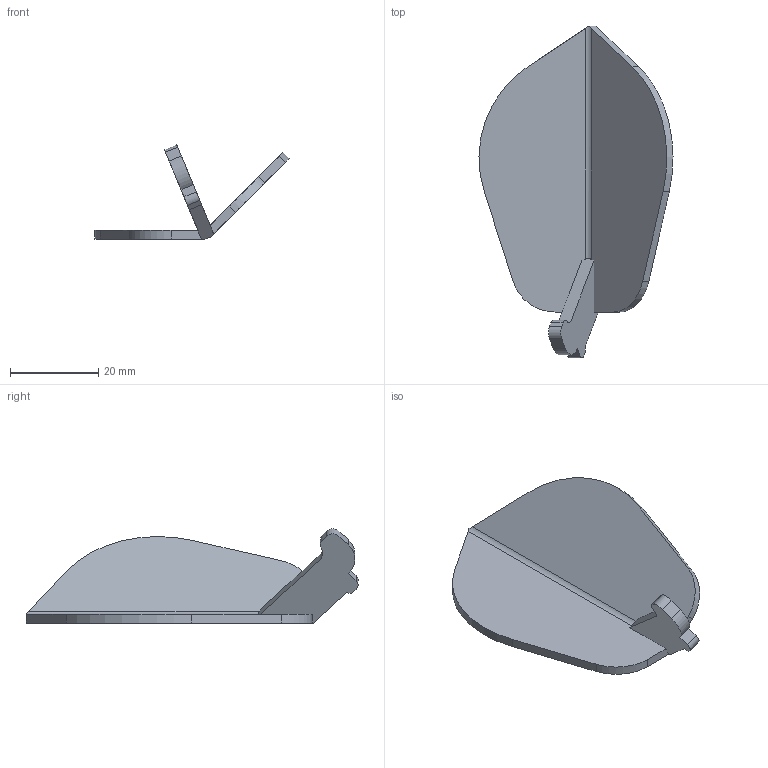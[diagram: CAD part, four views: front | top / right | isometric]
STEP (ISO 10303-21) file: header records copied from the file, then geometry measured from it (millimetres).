
FILE_DESCRIPTION(/* description */ (''),/* implementation_level */ '2;1');
FILE_NAME(/* name */ 'Hoja_V1_x8.stp',/* time_stamp */ '2024-11-28T13:27:24Z',/* author */ ('patri'),/* organization */ (''),/* preprocessor_version */ 'ST-DEVELOPER v19.2',/* originating_system */ 'Autodesk Inventor 2024',/* authorisation */ '');
FILE_SCHEMA (('AUTOMOTIVE_DESIGN { 1 0 10303 214 3 1 1 }'));
Length unit declared in the file: millimetre
Products named in the file (1): Hoja7copia
Bounding box: 44.09 x 75.44 x 21.43 mm (x, y, z)
Volume: 5638.2 mm3; surface area: 5910.4 mm2
Topology: 1 solids, 1 shells, 31 faces, 85 edges, 56 vertices
Faces by surface type: plane 21, cylinder 10
Entity records: 1067 total; most frequent: CARTESIAN_POINT 173, ORIENTED_EDGE 170, DIRECTION 170, EDGE_CURVE 85, LINE 64, VECTOR 64, VERTEX_POINT 56, AXIS2_PLACEMENT_3D 53
